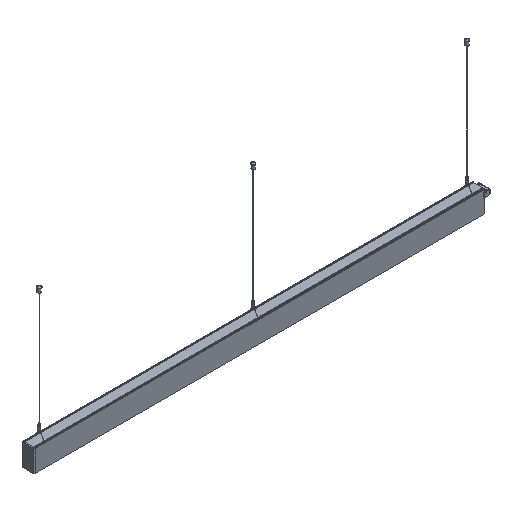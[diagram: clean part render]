
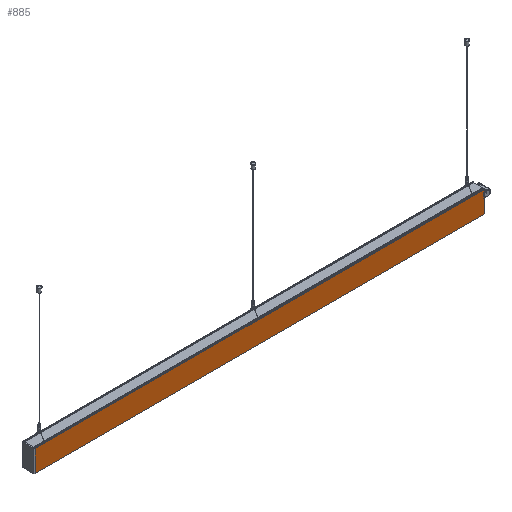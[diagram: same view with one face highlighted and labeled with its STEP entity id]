
A CAD part, isometric view. The second image highlights one B-rep face of the part: STEP entity #885.
In plain terms, the highlighted planar face has unit normal (0, -1, 0).
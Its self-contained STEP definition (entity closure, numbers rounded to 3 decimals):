
#885=ADVANCED_FACE('',(#1476),#1248,.F.);
#1248=PLANE('',#7497);
#1476=FACE_OUTER_BOUND('',#1850,.T.);
#1850=EDGE_LOOP('',(#2668,#2669,#2670,#2671,#2672));
#2668=ORIENTED_EDGE('',*,*,#5325,.F.);
#2669=ORIENTED_EDGE('',*,*,#5326,.F.);
#2670=ORIENTED_EDGE('',*,*,#5327,.T.);
#2671=ORIENTED_EDGE('',*,*,#5287,.T.);
#2672=ORIENTED_EDGE('',*,*,#5285,.T.);
#4530=VERTEX_POINT('',#10967);
#4538=VERTEX_POINT('',#10990);
#4540=VERTEX_POINT('',#10998);
#4558=VERTEX_POINT('',#11068);
#4559=VERTEX_POINT('',#11070);
#5285=EDGE_CURVE('',#4530,#4538,#6264,.T.);
#5287=EDGE_CURVE('',#4540,#4530,#6265,.T.);
#5325=EDGE_CURVE('',#4558,#4538,#6283,.T.);
#5326=EDGE_CURVE('',#4559,#4558,#6284,.T.);
#5327=EDGE_CURVE('',#4559,#4540,#6285,.T.);
#6264=LINE('',#10993,#6882);
#6265=LINE('',#10997,#6883);
#6283=LINE('',#11067,#6901);
#6284=LINE('',#11069,#6902);
#6285=LINE('',#11071,#6903);
#6882=VECTOR('',#8518,1.);
#6883=VECTOR('',#8523,1.);
#6901=VECTOR('',#8609,1.);
#6902=VECTOR('',#8610,1.);
#6903=VECTOR('',#8611,1.);
#7497=AXIS2_PLACEMENT_3D('',#11072,#8612,#8613);
#8518=DIRECTION('',(0.,0.,-1.));
#8523=DIRECTION('',(0.,0.,-1.));
#8609=DIRECTION('',(-1.,0.,0.));
#8610=DIRECTION('',(0.,0.,-1.));
#8611=DIRECTION('',(-1.,0.,0.));
#8612=DIRECTION('',(0.,1.,0.));
#8613=DIRECTION('',(0.,0.,1.));
#10967=CARTESIAN_POINT('',(-1118.,-30.,0.));
#10990=CARTESIAN_POINT('',(-1118.,-30.,-109.966));
#10993=CARTESIAN_POINT('',(-1118.,-30.,-0.266));
#10997=CARTESIAN_POINT('',(-1118.,-30.,-0.266));
#10998=CARTESIAN_POINT('',(-1118.,-30.,0.034));
#11067=CARTESIAN_POINT('',(-276.,-30.,-109.966));
#11068=CARTESIAN_POINT('',(1124.,-30.,-109.966));
#11069=CARTESIAN_POINT('',(1124.,-30.,-0.266));
#11070=CARTESIAN_POINT('',(1124.,-30.,0.034));
#11071=CARTESIAN_POINT('',(-276.,-30.,0.034));
#11072=CARTESIAN_POINT('',(-276.,-30.,-0.266));
